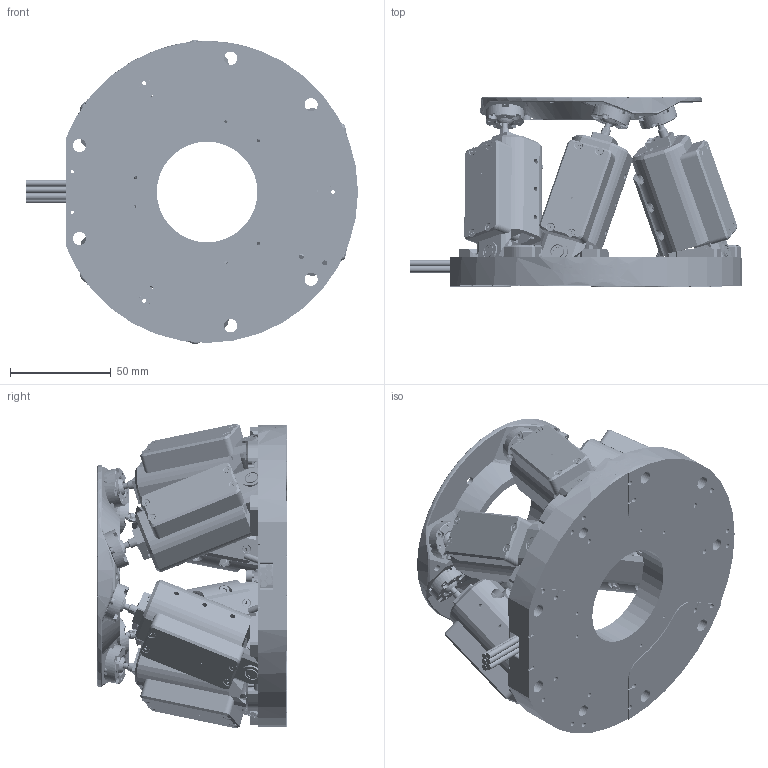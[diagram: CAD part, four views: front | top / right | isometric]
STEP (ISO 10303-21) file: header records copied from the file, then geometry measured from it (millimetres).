
FILE_DESCRIPTION (( 'STEP AP214' ), '1' );
FILE_NAME ('Free6D.Force.150.STEP', '2026-03-23T08:38:14', ( '' ), ( '' ), 'SwSTEP 2.0', 'SolidWorks 2020', '' );
FILE_SCHEMA (( 'AUTOMOTIVE_DESIGN' ));
Length unit declared in the file: millimetre
Products named in the file (1): Free6D.Force.150
Bounding box: 165 x 94 x 151.39 mm (x, y, z)
Surface area: 168950.8 mm2 (no closed solid volume)
Topology: 0 solids, 385 shells, 2968 faces, 12697 edges, 9695 vertices
Faces by surface type: plane 1343, cylinder 1009, cone 376, bspline 107, sphere 72, torus 61
Entity records: 196495 total; most frequent: CARTESIAN_POINT 64112, DIRECTION 19905, ORIENTED_EDGE 18474, EDGE_CURVE 12691, VERTEX_POINT 9693, AXIS2_PLACEMENT_3D 6836, LINE 6233, VECTOR 6233
